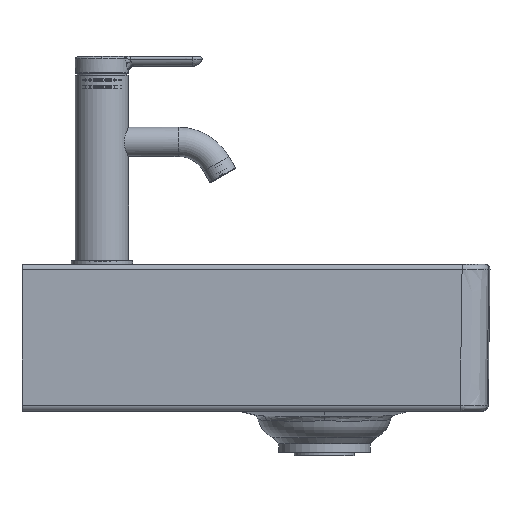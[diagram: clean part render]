
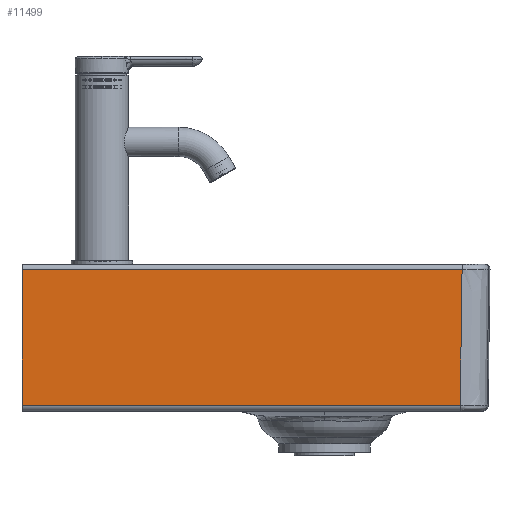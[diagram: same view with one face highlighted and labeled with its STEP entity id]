
A CAD part, front view. The second image highlights one B-rep face of the part: STEP entity #11499.
In plain terms, the highlighted planar face has unit normal (-0.001, -1, -0.014).
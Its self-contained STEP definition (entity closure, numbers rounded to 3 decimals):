
#11441=CARTESIAN_POINT('',(329.246,-224.945,-4.055));
#11442=VERTEX_POINT('',#11441);
#11443=CARTESIAN_POINT('',(0.,-224.945,-4.055));
#11444=VERTEX_POINT('',#11443);
#11445=CARTESIAN_POINT('',(0.,-224.945,-4.055));
#11446=DIRECTION('',(1.0,0.0,0.0));
#11447=VECTOR('',#11446,329.246);
#11448=LINE('',#11445,#11447);
#11449=EDGE_CURVE('',#11442,#11444,#11448,.F.);
#11469=CARTESIAN_POINT('',(0.,-225.0,0.0));
#11470=DIRECTION('',(0.0,1.,0.014));
#11471=DIRECTION('',(0.0,-0.014,1.));
#11472=AXIS2_PLACEMENT_3D('',#11469,#11470,#11471);
#11473=PLANE('',#11472);
#11474=CARTESIAN_POINT('',(0.,-223.561,-105.561));
#11475=VERTEX_POINT('',#11474);
#11476=CARTESIAN_POINT('',(327.871,-223.561,-105.561));
#11477=VERTEX_POINT('',#11476);
#11478=CARTESIAN_POINT('',(0.,-223.561,-105.561));
#11479=DIRECTION('',(1.0,0.0,0.0));
#11480=VECTOR('',#11479,327.871);
#11481=LINE('',#11478,#11480);
#11482=EDGE_CURVE('',#11475,#11477,#11481,.T.);
#11483=ORIENTED_EDGE('',*,*,#11482,.T.);
#11484=CARTESIAN_POINT('',(327.871,-223.561,-105.561));
#11485=DIRECTION('',(0.014,-0.014,1.));
#11486=VECTOR('',#11485,101.526);
#11487=LINE('',#11484,#11486);
#11488=EDGE_CURVE('',#11442,#11477,#11487,.F.);
#11489=ORIENTED_EDGE('',*,*,#11488,.F.);
#11490=ORIENTED_EDGE('',*,*,#11449,.T.);
#11491=CARTESIAN_POINT('',(0.,-224.945,-4.055));
#11492=DIRECTION('',(0.0,0.014,-1.));
#11493=VECTOR('',#11492,101.516);
#11494=LINE('',#11491,#11493);
#11495=EDGE_CURVE('',#11444,#11475,#11494,.T.);
#11496=ORIENTED_EDGE('',*,*,#11495,.T.);
#11497=EDGE_LOOP('',(#11483,#11489,#11490,#11496));
#11498=FACE_OUTER_BOUND('',#11497,.T.);
#11499=ADVANCED_FACE('',(#11498),#11473,.F.);
